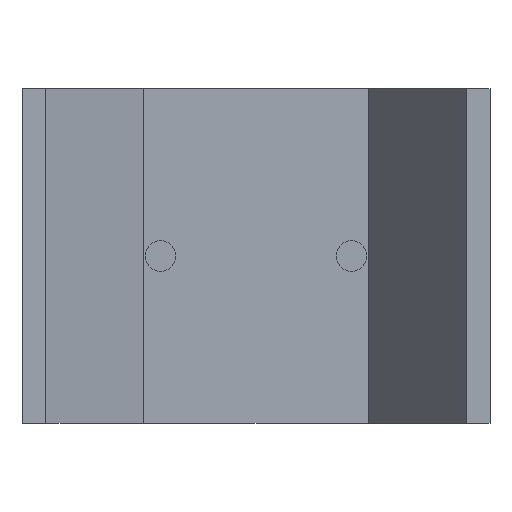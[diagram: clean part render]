
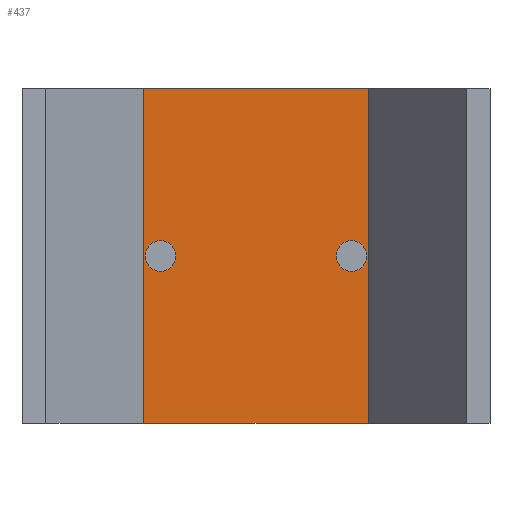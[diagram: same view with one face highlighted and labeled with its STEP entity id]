
A CAD part, front view. The second image highlights one B-rep face of the part: STEP entity #437.
In plain terms, the highlighted planar face has unit normal (0, -1, 0).
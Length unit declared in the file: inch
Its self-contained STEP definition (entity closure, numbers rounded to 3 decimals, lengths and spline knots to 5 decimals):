
#129=DIRECTION('',(1.,0.,0.));
#130=VECTOR('',#129,0.235);
#131=CARTESIAN_POINT('',(-0.1175,-0.34,-0.175));
#132=LINE('',#131,#130);
#165=DIRECTION('',(0.,0.,1.));
#166=VECTOR('',#165,0.35);
#167=CARTESIAN_POINT('',(0.1175,-0.34,-0.175));
#168=LINE('',#167,#166);
#169=DIRECTION('',(0.,0.,1.));
#170=VECTOR('',#169,0.35);
#171=CARTESIAN_POINT('',(-0.1175,-0.34,-0.175));
#172=LINE('',#171,#170);
#173=CARTESIAN_POINT('',(-0.1,-0.34,0.));
#174=DIRECTION('',(0.,-1.,0.));
#175=DIRECTION('',(1.,0.,0.));
#176=AXIS2_PLACEMENT_3D('',#173,#174,#175);
#178=CARTESIAN_POINT('',(-0.1,-0.34,0.));
#179=DIRECTION('',(0.,-1.,0.));
#180=DIRECTION('',(-1.,0.,0.));
#181=AXIS2_PLACEMENT_3D('',#178,#179,#180);
#183=CARTESIAN_POINT('',(0.1,-0.34,0.));
#184=DIRECTION('',(0.,-1.,0.));
#185=DIRECTION('',(1.,0.,0.));
#186=AXIS2_PLACEMENT_3D('',#183,#184,#185);
#188=CARTESIAN_POINT('',(0.1,-0.34,0.));
#189=DIRECTION('',(0.,-1.,0.));
#190=DIRECTION('',(-1.,0.,0.));
#191=AXIS2_PLACEMENT_3D('',#188,#189,#190);
#221=DIRECTION('',(1.,0.,0.));
#222=VECTOR('',#221,0.235);
#223=CARTESIAN_POINT('',(-0.1175,-0.34,0.175));
#224=LINE('',#223,#222);
#275=CARTESIAN_POINT('',(-0.1175,-0.34,-0.175));
#276=VERTEX_POINT('',#275);
#277=CARTESIAN_POINT('',(0.1175,-0.34,-0.175));
#278=VERTEX_POINT('',#277);
#291=CARTESIAN_POINT('',(-0.1175,-0.34,0.175));
#292=VERTEX_POINT('',#291);
#293=CARTESIAN_POINT('',(0.1175,-0.34,0.175));
#294=VERTEX_POINT('',#293);
#309=CARTESIAN_POINT('',(-0.084,-0.34,0.));
#310=CARTESIAN_POINT('',(-0.116,-0.34,0.));
#311=VERTEX_POINT('',#309);
#312=VERTEX_POINT('',#310);
#313=CARTESIAN_POINT('',(0.116,-0.34,0.));
#314=CARTESIAN_POINT('',(0.084,-0.34,0.));
#315=VERTEX_POINT('',#313);
#316=VERTEX_POINT('',#314);
#412=CARTESIAN_POINT('',(-0.1175,-0.34,-0.175));
#413=DIRECTION('',(0.,-1.,0.));
#414=DIRECTION('',(1.,0.,0.));
#415=AXIS2_PLACEMENT_3D('',#412,#413,#414);
#416=PLANE('',#415);
#417=ORIENTED_EDGE('',*,*,#328,.F.);
#419=ORIENTED_EDGE('',*,*,#418,.T.);
#421=ORIENTED_EDGE('',*,*,#420,.T.);
#422=ORIENTED_EDGE('',*,*,#404,.F.);
#423=EDGE_LOOP('',(#417,#419,#421,#422));
#424=FACE_OUTER_BOUND('',#423,.F.);
#426=ORIENTED_EDGE('',*,*,#425,.T.);
#428=ORIENTED_EDGE('',*,*,#427,.T.);
#429=EDGE_LOOP('',(#426,#428));
#430=FACE_BOUND('',#429,.F.);
#432=ORIENTED_EDGE('',*,*,#431,.T.);
#434=ORIENTED_EDGE('',*,*,#433,.T.);
#435=EDGE_LOOP('',(#432,#434));
#436=FACE_BOUND('',#435,.F.);
#177=CIRCLE('',#176,0.016);
#182=CIRCLE('',#181,0.016);
#187=CIRCLE('',#186,0.016);
#192=CIRCLE('',#191,0.016);
#328=EDGE_CURVE('',#276,#278,#132,.T.);
#404=EDGE_CURVE('',#278,#294,#168,.T.);
#418=EDGE_CURVE('',#276,#292,#172,.T.);
#420=EDGE_CURVE('',#292,#294,#224,.T.);
#425=EDGE_CURVE('',#311,#312,#177,.T.);
#427=EDGE_CURVE('',#312,#311,#182,.T.);
#431=EDGE_CURVE('',#315,#316,#187,.T.);
#433=EDGE_CURVE('',#316,#315,#192,.T.);
#437=ADVANCED_FACE('',(#424,#430,#436),#416,.T.);
